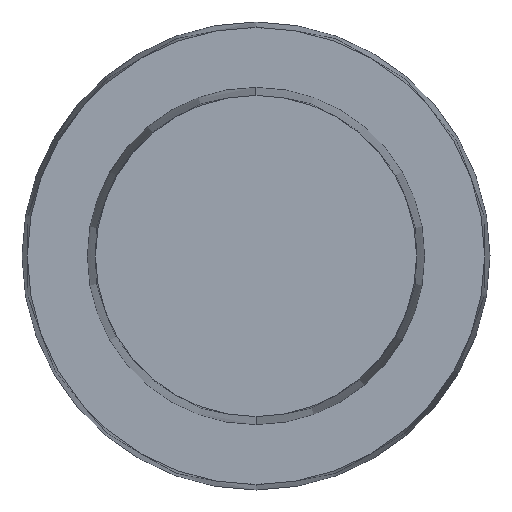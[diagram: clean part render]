
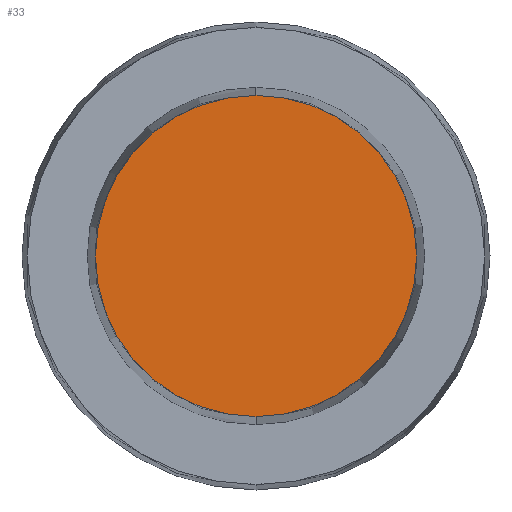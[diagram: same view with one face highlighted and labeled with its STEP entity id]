
A CAD part, front view. The second image highlights one B-rep face of the part: STEP entity #33.
In plain terms, the highlighted planar face has unit normal (0, -1, 0).
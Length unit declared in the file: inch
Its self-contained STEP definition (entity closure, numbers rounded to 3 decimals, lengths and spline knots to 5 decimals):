
#33 = ADVANCED_FACE ( 'NONE', ( #952 ), #578, .T. ) ;
#35 = CIRCLE ( 'NONE', #199, 0.0525 ) ;
#60 = DIRECTION ( 'NONE',  ( 0., -1., 0. ) ) ;
#117 = CARTESIAN_POINT ( 'NONE',  ( 0., -0.3, -0.0525 ) ) ;
#132 = DIRECTION ( 'NONE',  ( 0., -1., 0. ) ) ;
#154 = CIRCLE ( 'NONE', #319, 0.0525 ) ;
#199 = AXIS2_PLACEMENT_3D ( 'NONE', #814, #60, #362 ) ;
#263 = VERTEX_POINT ( 'NONE', #117 ) ;
#319 = AXIS2_PLACEMENT_3D ( 'NONE', #935, #706, #409 ) ;
#362 = DIRECTION ( 'NONE',  ( 0., 0., -1. ) ) ;
#409 = DIRECTION ( 'NONE',  ( 0., 0., -1. ) ) ;
#452 = CARTESIAN_POINT ( 'NONE',  ( 0., -0.3, 0.0525 ) ) ;
#544 = ORIENTED_EDGE ( 'NONE', *, *, #669, .T. ) ;
#559 = EDGE_LOOP ( 'NONE', ( #924, #544 ) ) ;
#578 = PLANE ( 'NONE',  #618 ) ;
#618 = AXIS2_PLACEMENT_3D ( 'NONE', #810, #132, #738 ) ;
#669 = EDGE_CURVE ( 'NONE', #841, #263, #35, .T. ) ;
#706 = DIRECTION ( 'NONE',  ( 0., -1., 0. ) ) ;
#738 = DIRECTION ( 'NONE',  ( 0., 0., -1. ) ) ;
#810 = CARTESIAN_POINT ( 'NONE',  ( 0., -0.3, 0. ) ) ;
#814 = CARTESIAN_POINT ( 'NONE',  ( 0., -0.3, 0. ) ) ;
#841 = VERTEX_POINT ( 'NONE', #452 ) ;
#916 = EDGE_CURVE ( 'NONE', #263, #841, #154, .T. ) ;
#924 = ORIENTED_EDGE ( 'NONE', *, *, #916, .T. ) ;
#935 = CARTESIAN_POINT ( 'NONE',  ( 0., -0.3, 0. ) ) ;
#952 = FACE_OUTER_BOUND ( 'NONE', #559, .T. ) ;
